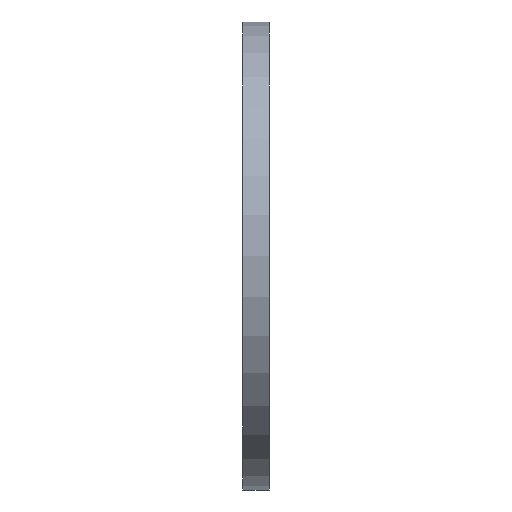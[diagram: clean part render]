
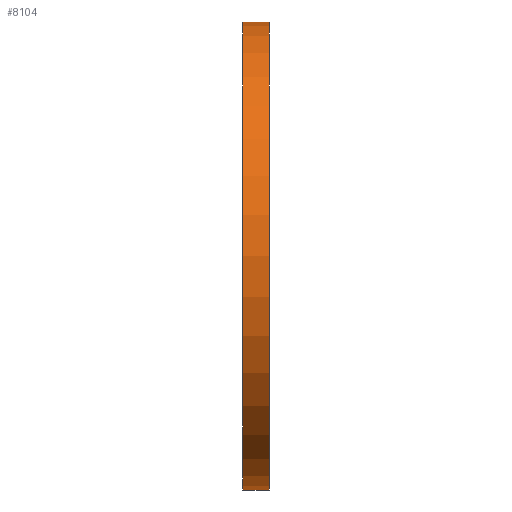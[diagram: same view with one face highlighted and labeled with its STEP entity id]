
A CAD part, left-side view. The second image highlights one B-rep face of the part: STEP entity #8104.
In plain terms, the highlighted cylindrical face has radius 70 mm (diameter 140 mm), a partial arc.
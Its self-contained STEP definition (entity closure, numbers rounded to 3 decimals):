
#338 = DIRECTION ( 'NONE',  ( 0., 1., 0. ) ) ;
#861 = EDGE_CURVE ( 'NONE', #7478, #912, #8239, .T. ) ;
#912 = VERTEX_POINT ( 'NONE', #1140 ) ;
#1040 = DIRECTION ( 'NONE',  ( 0., -1., 0. ) ) ;
#1140 = CARTESIAN_POINT ( 'NONE',  ( 0., 0., -70. ) ) ;
#1386 = AXIS2_PLACEMENT_3D ( 'NONE', #12575, #6748, #10175 ) ;
#1549 = CYLINDRICAL_SURFACE ( 'NONE', #7405, 70. ) ;
#2224 = CARTESIAN_POINT ( 'NONE',  ( 0., 8., 70. ) ) ;
#3072 = VECTOR ( 'NONE', #11242, 1000. ) ;
#3199 = CARTESIAN_POINT ( 'NONE',  ( 0., 8., -70. ) ) ;
#3853 = CARTESIAN_POINT ( 'NONE',  ( 0., 0., 70. ) ) ;
#4445 = CARTESIAN_POINT ( 'NONE',  ( 0., 8., 70. ) ) ;
#5153 = VERTEX_POINT ( 'NONE', #3853 ) ;
#5226 = ORIENTED_EDGE ( 'NONE', *, *, #861, .T. ) ;
#5460 = EDGE_CURVE ( 'NONE', #10878, #5153, #6425, .T. ) ;
#5621 = DIRECTION ( 'NONE',  ( 0., -1., 0. ) ) ;
#5989 = CARTESIAN_POINT ( 'NONE',  ( 0., 8., 0. ) ) ;
#6425 = LINE ( 'NONE', #2224, #9068 ) ;
#6748 = DIRECTION ( 'NONE',  ( 0., 1., 0. ) ) ;
#7278 = CARTESIAN_POINT ( 'NONE',  ( 0., 8., -70. ) ) ;
#7302 = ORIENTED_EDGE ( 'NONE', *, *, #12357, .F. ) ;
#7405 = AXIS2_PLACEMENT_3D ( 'NONE', #13186, #1040, #9004 ) ;
#7478 = VERTEX_POINT ( 'NONE', #7278 ) ;
#8104 = ADVANCED_FACE ( 'NONE', ( #9199 ), #1549, .T. ) ;
#8239 = LINE ( 'NONE', #3199, #3072 ) ;
#9004 = DIRECTION ( 'NONE',  ( 0., 0., -1. ) ) ;
#9068 = VECTOR ( 'NONE', #5621, 1000. ) ;
#9117 = AXIS2_PLACEMENT_3D ( 'NONE', #5989, #338, #11630 ) ;
#9160 = EDGE_CURVE ( 'NONE', #912, #5153, #14761, .T. ) ;
#9199 = FACE_OUTER_BOUND ( 'NONE', #13478, .T. ) ;
#9595 = CIRCLE ( 'NONE', #9117, 70. ) ;
#10175 = DIRECTION ( 'NONE',  ( 0., 0., 1. ) ) ;
#10878 = VERTEX_POINT ( 'NONE', #4445 ) ;
#11242 = DIRECTION ( 'NONE',  ( 0., -1., 0. ) ) ;
#11630 = DIRECTION ( 'NONE',  ( 0., 0., 1. ) ) ;
#12357 = EDGE_CURVE ( 'NONE', #7478, #10878, #9595, .T. ) ;
#12575 = CARTESIAN_POINT ( 'NONE',  ( 0., 0., 0. ) ) ;
#12645 = ORIENTED_EDGE ( 'NONE', *, *, #5460, .F. ) ;
#13186 = CARTESIAN_POINT ( 'NONE',  ( 0., 8., 0. ) ) ;
#13478 = EDGE_LOOP ( 'NONE', ( #12645, #7302, #5226, #14002 ) ) ;
#14002 = ORIENTED_EDGE ( 'NONE', *, *, #9160, .T. ) ;
#14761 = CIRCLE ( 'NONE', #1386, 70. ) ;
